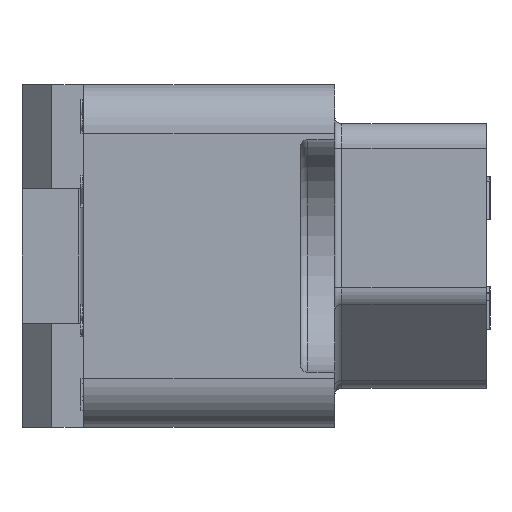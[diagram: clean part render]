
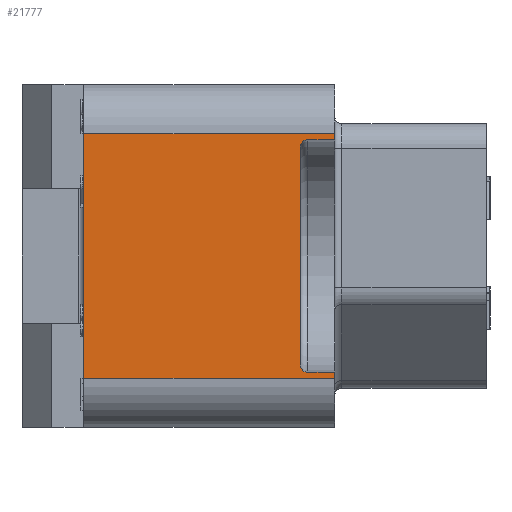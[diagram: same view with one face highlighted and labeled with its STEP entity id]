
A CAD part, left-side view. The second image highlights one B-rep face of the part: STEP entity #21777.
In plain terms, the highlighted planar face has unit normal (-1, 0, 0).
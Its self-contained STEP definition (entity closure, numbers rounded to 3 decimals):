
#229=DIRECTION('',(0.,0.,-1.));
#230=VECTOR('',#229,10.);
#231=CARTESIAN_POINT('',(-40.,10.25,5.));
#232=LINE('',#231,#230);
#770=DIRECTION('',(0.,-1.,0.));
#771=VECTOR('',#770,10.25);
#772=CARTESIAN_POINT('',(-40.,10.25,5.));
#773=LINE('',#772,#771);
#5381=DIRECTION('',(0.,1.,0.));
#5382=VECTOR('',#5381,10.25);
#5383=CARTESIAN_POINT('',(-40.,0.,-5.));
#5384=LINE('',#5383,#5382);
#5390=DIRECTION('',(0.,0.,1.));
#5391=VECTOR('',#5390,8.9);
#5392=CARTESIAN_POINT('',(-40.,1.4,-4.45));
#5393=LINE('',#5392,#5391);
#5394=DIRECTION('',(0.,1.,0.));
#5395=VECTOR('',#5394,1.1);
#5396=CARTESIAN_POINT('',(-40.,0.,-4.75));
#5397=LINE('',#5396,#5395);
#5398=DIRECTION('',(0.,0.,-1.));
#5399=VECTOR('',#5398,0.25);
#5400=CARTESIAN_POINT('',(-40.,0.,-4.75));
#5401=LINE('',#5400,#5399);
#5402=DIRECTION('',(0.,0.,-1.));
#5403=VECTOR('',#5402,0.25);
#5404=CARTESIAN_POINT('',(-40.,0.,5.));
#5405=LINE('',#5404,#5403);
#5406=DIRECTION('',(0.,1.,0.));
#5407=VECTOR('',#5406,1.1);
#5408=CARTESIAN_POINT('',(-40.,0.,4.75));
#5409=LINE('',#5408,#5407);
#5433=CARTESIAN_POINT('',(-40.,1.1,-4.45));
#5434=DIRECTION('',(1.,0.,0.));
#5435=DIRECTION('',(0.,0.,-1.));
#5436=AXIS2_PLACEMENT_3D('',#5433,#5434,#5435);
#5457=CARTESIAN_POINT('',(-40.,1.1,4.45));
#5458=DIRECTION('',(1.,0.,0.));
#5459=DIRECTION('',(0.,1.,0.));
#5460=AXIS2_PLACEMENT_3D('',#5457,#5458,#5459);
#12683=CARTESIAN_POINT('',(-40.,0.,5.));
#12684=VERTEX_POINT('',#12683);
#12685=CARTESIAN_POINT('',(-40.,10.25,5.));
#12686=VERTEX_POINT('',#12685);
#12691=CARTESIAN_POINT('',(-40.,10.25,-5.));
#12692=VERTEX_POINT('',#12691);
#12693=CARTESIAN_POINT('',(-40.,0.,-5.));
#12694=VERTEX_POINT('',#12693);
#12703=CARTESIAN_POINT('',(-40.,0.,-4.75));
#12705=VERTEX_POINT('',#12703);
#12709=CARTESIAN_POINT('',(-40.,0.,4.75));
#12710=VERTEX_POINT('',#12709);
#12920=CARTESIAN_POINT('',(-40.,1.4,-4.45));
#12922=VERTEX_POINT('',#12920);
#12924=CARTESIAN_POINT('',(-40.,1.1,-4.75));
#12926=VERTEX_POINT('',#12924);
#12931=CARTESIAN_POINT('',(-40.,1.4,4.45));
#12932=VERTEX_POINT('',#12931);
#12933=CARTESIAN_POINT('',(-40.,1.1,4.75));
#12934=VERTEX_POINT('',#12933);
#21755=CARTESIAN_POINT('',(-40.,0.,7.));
#21756=DIRECTION('',(-1.,0.,0.));
#21757=DIRECTION('',(0.,1.,0.));
#21758=AXIS2_PLACEMENT_3D('',#21755,#21756,#21757);
#21759=PLANE('',#21758);
#21761=ORIENTED_EDGE('',*,*,#21760,.F.);
#21763=ORIENTED_EDGE('',*,*,#21762,.F.);
#21765=ORIENTED_EDGE('',*,*,#21764,.F.);
#21766=ORIENTED_EDGE('',*,*,#21284,.T.);
#21767=ORIENTED_EDGE('',*,*,#21749,.T.);
#21768=ORIENTED_EDGE('',*,*,#16510,.F.);
#21769=ORIENTED_EDGE('',*,*,#16818,.T.);
#21770=ORIENTED_EDGE('',*,*,#21292,.T.);
#21772=ORIENTED_EDGE('',*,*,#21771,.T.);
#21774=ORIENTED_EDGE('',*,*,#21773,.F.);
#21775=EDGE_LOOP('',(#21761,#21763,#21765,#21766,#21767,#21768,#21769,#21770,
#21772,#21774));
#21776=FACE_OUTER_BOUND('',#21775,.F.);
#21777=ADVANCED_FACE('',(#21776),#21759,.T.);
#5437=CIRCLE('',#5436,0.3);
#5461=CIRCLE('',#5460,0.3);
#16510=EDGE_CURVE('',#12686,#12692,#232,.T.);
#16818=EDGE_CURVE('',#12686,#12684,#773,.T.);
#21284=EDGE_CURVE('',#12705,#12694,#5401,.T.);
#21292=EDGE_CURVE('',#12684,#12710,#5405,.T.);
#21749=EDGE_CURVE('',#12694,#12692,#5384,.T.);
#21760=EDGE_CURVE('',#12922,#12932,#5393,.T.);
#21762=EDGE_CURVE('',#12926,#12922,#5437,.T.);
#21764=EDGE_CURVE('',#12705,#12926,#5397,.T.);
#21771=EDGE_CURVE('',#12710,#12934,#5409,.T.);
#21773=EDGE_CURVE('',#12932,#12934,#5461,.T.);
